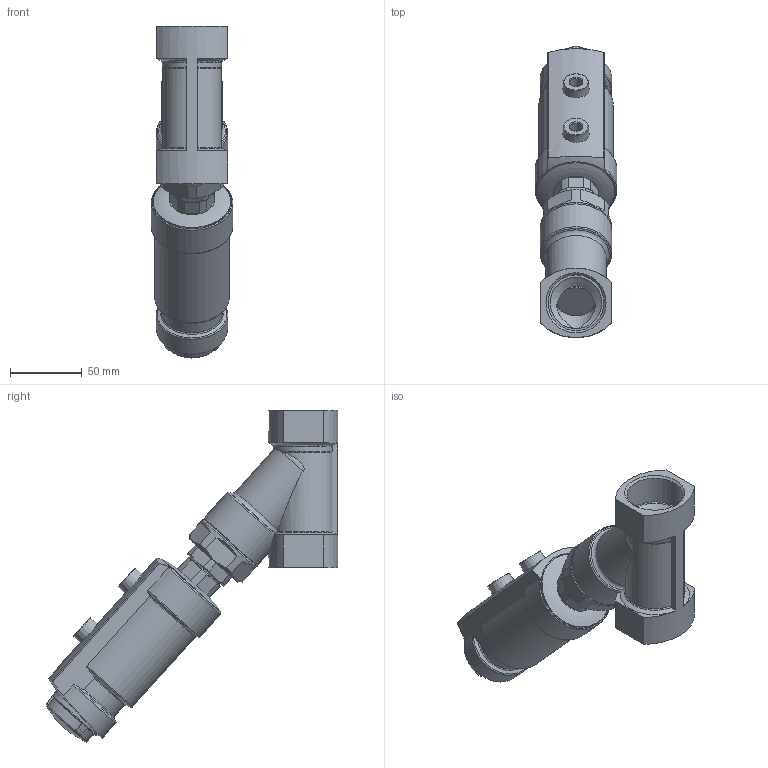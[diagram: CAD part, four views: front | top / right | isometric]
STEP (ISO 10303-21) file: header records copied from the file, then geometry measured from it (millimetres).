
FILE_DESCRIPTION(/* description */ ('STEP AP214'),/* implementation_level */ '2;1');
FILE_NAME(/* name */ '8111594_VZXA-B-TS6-32-M2-B1T-4_4-K-46-17-PM',/* time_stamp */ '2024-09-18T11:33:45+02:00',/* author */ ('License CC BY-ND 4.0'),/* organization */ ('CADENAS'),/* preprocessor_version */ 'ST-DEVELOPER v19.3',/* originating_system */ 'PARTsolutions',/* authorisation */ ' ');
FILE_SCHEMA (('AUTOMOTIVE_DESIGN {1 0 10303 214 3 1 1}'));
Length unit declared in the file: millimetre
Products named in the file (5): 8111594 VZXA-B-TS6-32-M2-B1T-4.4-K-46-17-PM---(0); 3539411 VZZA---T-S6-32-M2-B1-T; 8111352 DFPK-46-PM_housing---(0); 3465682 DFP_ec; 2284889 DFPK---(cover)
Assembly tree (4 placements, depth 2):
  8111594 VZXA-B-TS6-32-M2-B1T-4.4-K-46-17-PM---(0)
    3539411 VZZA---T-S6-32-M2-B1-T
    8111352 DFPK-46-PM_housing---(0)
    3465682 DFP_ec
    2284889 DFPK---(cover)
Bounding box: 56.93 x 203.41 x 231.69 mm (x, y, z)
Volume: 500404.5 mm3; surface area: 93747.5 mm2
Topology: 4 solids, 4 shells, 299 faces, 729 edges, 471 vertices
Faces by surface type: plane 111, cylinder 68, torus 61, cone 54, sphere 5
Full cylindrical faces by diameter (mm): 7.28 x2, 8.2 x1, 8.376 x1, 8.566 x2, 10 x3, 11 x1, 16 x2, 18.2 x1, 27.9 x1, 28 x2, 28.5 x1, 30 x1, 32 x1, 33.1 x1, 33.376 x1, 36 x2, 37.1 x1, 37.835 x1, 38 x1, 38.952 x2, 39.4 x1, 40 x1, 41.7 x1, 42.13 x1, 50 x2, 53.9 x1
Entity records: 9824 total; most frequent: CARTESIAN_POINT 2236, DIRECTION 1290, ORIENTED_EDGE 1226, EDGE_CURVE 613, AXIS2_PLACEMENT_3D 570, VERTEX_POINT 448, FACE_BOUND 425, EDGE_LOOP 424
